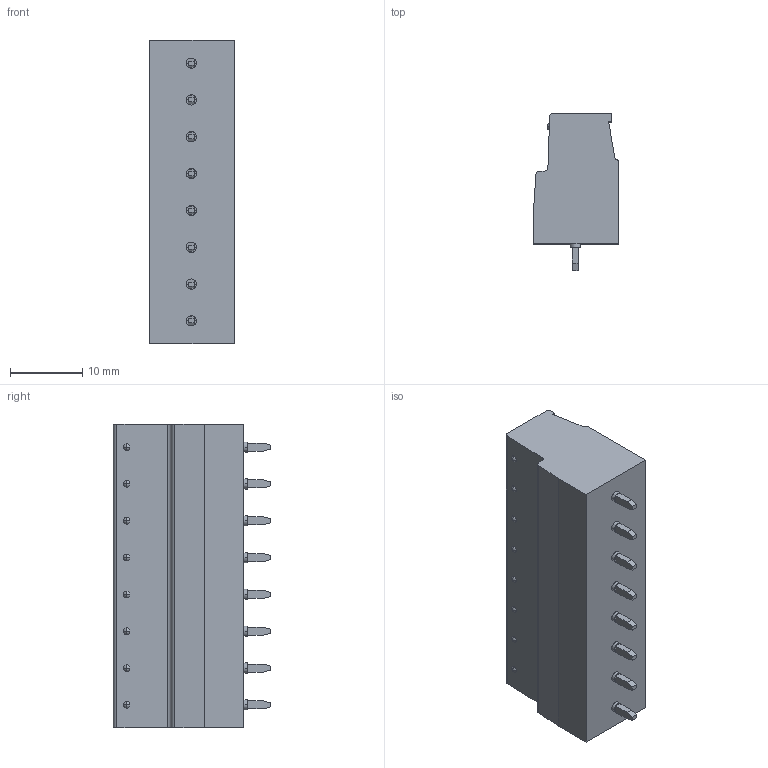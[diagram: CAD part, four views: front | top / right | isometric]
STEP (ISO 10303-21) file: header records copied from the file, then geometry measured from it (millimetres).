
FILE_DESCRIPTION(('STEP AP242'),'1');
FILE_NAME('50509.stp','2018-11-18T22:58:27',('TraceParts'),('TraceParts S.A.'),'Spatial InterOp 3D',' ',' ');
FILE_SCHEMA(('AP242_MANAGED_MODEL_BASED_3D_ENGINEERING_MIM_LF {1 0 10303 442 1 1 4}'));
Length unit declared in the file: millimetre
Products named in the file (1): 50509
Bounding box: 11.62 x 21.7 x 41.82 mm (x, y, z)
Volume: 7395.4 mm3; surface area: 3514.2 mm2
Topology: 1 solids, 1 shells, 441 faces, 1057 edges, 662 vertices
Faces by surface type: plane 302, cylinder 91, sphere 48
Entity records: 16249 total; most frequent: DIRECTION 2291, CARTESIAN_POINT 2161, ORIENTED_EDGE 2114, EDGE_CURVE 1057, AXIS2_PLACEMENT_3D 792, LINE 707, VECTOR 707, VERTEX_POINT 662
